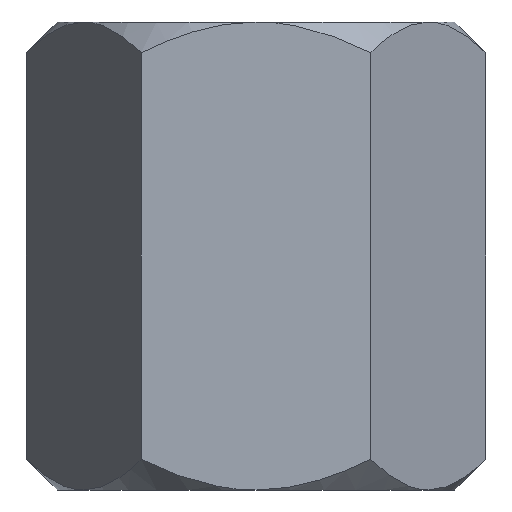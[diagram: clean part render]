
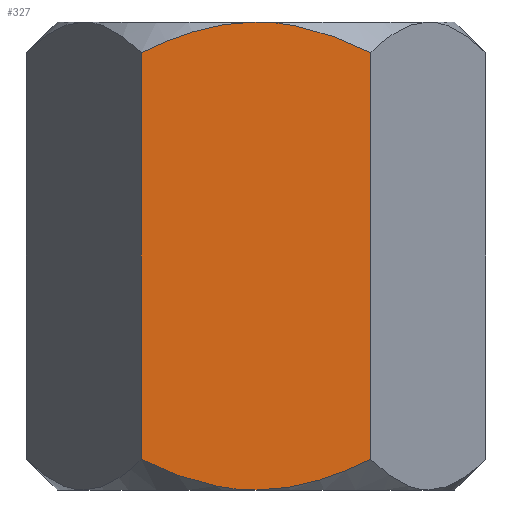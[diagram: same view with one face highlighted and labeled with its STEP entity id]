
A CAD part, left-side view. The second image highlights one B-rep face of the part: STEP entity #327.
In plain terms, the highlighted planar face has unit normal (-1, 0, 0).
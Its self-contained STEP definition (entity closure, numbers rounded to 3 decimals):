
#2 = CARTESIAN_POINT ( 'NONE',  ( -8.5, 0.428, -20. ) ) ;
#19 = ORIENTED_EDGE ( 'NONE', *, *, #666, .F. ) ;
#46 = PLANE ( 'NONE',  #507 ) ;
#50 = EDGE_CURVE ( 'NONE', #134, #301, #137, .T. ) ;
#77 = CARTESIAN_POINT ( 'NONE',  ( -8.5, 1.705, -0.159 ) ) ;
#91 = ORIENTED_EDGE ( 'NONE', *, *, #713, .T. ) ;
#93 = CARTESIAN_POINT ( 'NONE',  ( -8.5, -2.114, -0.25 ) ) ;
#121 = CARTESIAN_POINT ( 'NONE',  ( -8.5, 4.907, -1.315 ) ) ;
#131 = CARTESIAN_POINT ( 'NONE',  ( -8.5, 2.94, -0.486 ) ) ;
#134 = VERTEX_POINT ( 'NONE', #389 ) ;
#137 = LINE ( 'NONE', #734, #486 ) ;
#145 = CARTESIAN_POINT ( 'NONE',  ( -8.5, -4.143, -0.933 ) ) ;
#149 = DIRECTION ( 'NONE',  ( 0., 0., 1. ) ) ;
#174 = CARTESIAN_POINT ( 'NONE',  ( -8.5, -0.859, -19.967 ) ) ;
#180 = ORIENTED_EDGE ( 'NONE', *, *, #603, .T. ) ;
#182 = CARTESIAN_POINT ( 'NONE',  ( -8.5, 4.907, -1.315 ) ) ;
#207 = CARTESIAN_POINT ( 'NONE',  ( -8.5, -4.907, -1.315 ) ) ;
#220 = CARTESIAN_POINT ( 'NONE',  ( -8.5, -1.705, -19.841 ) ) ;
#246 = B_SPLINE_CURVE_WITH_KNOTS ( 'NONE', 3,
 ( #569, #754, #398, #637, #571, #513, #2, #455 ),
 .UNSPECIFIED., .F., .F.,
 ( 4, 2, 2, 4 ),
 ( 0.018, 0.02, 0.022, 0.023 ),
 .UNSPECIFIED. ) ;
#264 = LINE ( 'NONE', #613, #337 ) ;
#272 = B_SPLINE_CURVE_WITH_KNOTS ( 'NONE', 3,
 ( #695, #506, #174, #220, #746, #699, #449, #697, #444, #690 ),
 .UNSPECIFIED., .F., .F.,
 ( 4, 2, 2, 2, 4 ),
 ( 0.023, 0.024, 0.026, 0.027, 0.028 ),
 .UNSPECIFIED. ) ;
#289 = DIRECTION ( 'NONE',  ( 0., 0., 1. ) ) ;
#290 = CARTESIAN_POINT ( 'NONE',  ( -8.5, 0., -20. ) ) ;
#297 = CARTESIAN_POINT ( 'NONE',  ( -8.5, -3.355, -0.604 ) ) ;
#301 = VERTEX_POINT ( 'NONE', #207 ) ;
#327 = ADVANCED_FACE ( 'NONE', ( #727 ), #46, .T. ) ;
#337 = VECTOR ( 'NONE', #289, 1000. ) ;
#344 = CARTESIAN_POINT ( 'NONE',  ( -8.5, 0.859, -0.033 ) ) ;
#349 = CARTESIAN_POINT ( 'NONE',  ( -8.5, 4.528, -1.125 ) ) ;
#354 = CARTESIAN_POINT ( 'NONE',  ( -8.5, 3.346, -0.628 ) ) ;
#365 = DIRECTION ( 'NONE',  ( -1., 0., 0. ) ) ;
#366 = CARTESIAN_POINT ( 'NONE',  ( -8.5, -0.852, -0.032 ) ) ;
#389 = CARTESIAN_POINT ( 'NONE',  ( -8.5, -4.907, -18.685 ) ) ;
#398 = CARTESIAN_POINT ( 'NONE',  ( -8.5, 3.355, -19.396 ) ) ;
#401 = CARTESIAN_POINT ( 'NONE',  ( -8.5, 0.427, 0. ) ) ;
#405 = B_SPLINE_CURVE_WITH_KNOTS ( 'NONE', 3,
 ( #700, #401, #344, #77, #640, #131, #354, #588, #349, #121 ),
 .UNSPECIFIED., .F., .F.,
 ( 4, 2, 2, 2, 4 ),
 ( 0.023, 0.024, 0.026, 0.027, 0.028 ),
 .UNSPECIFIED. ) ;
#410 = EDGE_CURVE ( 'NONE', #301, #594, #430, .T. ) ;
#422 = ORIENTED_EDGE ( 'NONE', *, *, #523, .T. ) ;
#430 = B_SPLINE_CURVE_WITH_KNOTS ( 'NONE', 3,
 ( #477, #145, #297, #93, #717, #366, #520, #658 ),
 .UNSPECIFIED., .F., .F.,
 ( 4, 2, 2, 4 ),
 ( 0.018, 0.02, 0.022, 0.023 ),
 .UNSPECIFIED. ) ;
#444 = CARTESIAN_POINT ( 'NONE',  ( -8.5, -4.528, -18.875 ) ) ;
#449 = CARTESIAN_POINT ( 'NONE',  ( -8.5, -3.346, -19.372 ) ) ;
#455 = CARTESIAN_POINT ( 'NONE',  ( -8.5, 0., -20. ) ) ;
#475 = EDGE_LOOP ( 'NONE', ( #19, #422, #91, #533, #579, #180 ) ) ;
#477 = CARTESIAN_POINT ( 'NONE',  ( -8.5, -4.907, -1.315 ) ) ;
#480 = CARTESIAN_POINT ( 'NONE',  ( -8.5, 4.907, -20. ) ) ;
#486 = VECTOR ( 'NONE', #149, 1000. ) ;
#506 = CARTESIAN_POINT ( 'NONE',  ( -8.5, -0.427, -20. ) ) ;
#507 = AXIS2_PLACEMENT_3D ( 'NONE', #480, #365, #667 ) ;
#513 = CARTESIAN_POINT ( 'NONE',  ( -8.5, 0.852, -19.968 ) ) ;
#520 = CARTESIAN_POINT ( 'NONE',  ( -8.5, -0.428, 0. ) ) ;
#523 = EDGE_CURVE ( 'NONE', #614, #596, #246, .T. ) ;
#524 = VERTEX_POINT ( 'NONE', #182 ) ;
#533 = ORIENTED_EDGE ( 'NONE', *, *, #50, .T. ) ;
#569 = CARTESIAN_POINT ( 'NONE',  ( -8.5, 4.907, -18.685 ) ) ;
#571 = CARTESIAN_POINT ( 'NONE',  ( -8.5, 1.694, -19.843 ) ) ;
#579 = ORIENTED_EDGE ( 'NONE', *, *, #410, .T. ) ;
#583 = CARTESIAN_POINT ( 'NONE',  ( -8.5, 0., 0. ) ) ;
#588 = CARTESIAN_POINT ( 'NONE',  ( -8.5, 4.141, -0.948 ) ) ;
#594 = VERTEX_POINT ( 'NONE', #583 ) ;
#596 = VERTEX_POINT ( 'NONE', #290 ) ;
#603 = EDGE_CURVE ( 'NONE', #594, #524, #405, .T. ) ;
#613 = CARTESIAN_POINT ( 'NONE',  ( -8.5, 4.907, -20. ) ) ;
#614 = VERTEX_POINT ( 'NONE', #683 ) ;
#637 = CARTESIAN_POINT ( 'NONE',  ( -8.5, 2.114, -19.75 ) ) ;
#640 = CARTESIAN_POINT ( 'NONE',  ( -8.5, 2.12, -0.252 ) ) ;
#658 = CARTESIAN_POINT ( 'NONE',  ( -8.5, 0., 0. ) ) ;
#666 = EDGE_CURVE ( 'NONE', #614, #524, #264, .T. ) ;
#667 = DIRECTION ( 'NONE',  ( 0., 0., 1. ) ) ;
#683 = CARTESIAN_POINT ( 'NONE',  ( -8.5, 4.907, -18.685 ) ) ;
#690 = CARTESIAN_POINT ( 'NONE',  ( -8.5, -4.907, -18.685 ) ) ;
#695 = CARTESIAN_POINT ( 'NONE',  ( -8.5, 0., -20. ) ) ;
#697 = CARTESIAN_POINT ( 'NONE',  ( -8.5, -4.141, -19.052 ) ) ;
#699 = CARTESIAN_POINT ( 'NONE',  ( -8.5, -2.94, -19.514 ) ) ;
#700 = CARTESIAN_POINT ( 'NONE',  ( -8.5, 0., 0. ) ) ;
#713 = EDGE_CURVE ( 'NONE', #596, #134, #272, .T. ) ;
#717 = CARTESIAN_POINT ( 'NONE',  ( -8.5, -1.694, -0.157 ) ) ;
#727 = FACE_OUTER_BOUND ( 'NONE', #475, .T. ) ;
#734 = CARTESIAN_POINT ( 'NONE',  ( -8.5, -4.907, -20. ) ) ;
#746 = CARTESIAN_POINT ( 'NONE',  ( -8.5, -2.12, -19.748 ) ) ;
#754 = CARTESIAN_POINT ( 'NONE',  ( -8.5, 4.143, -19.067 ) ) ;
